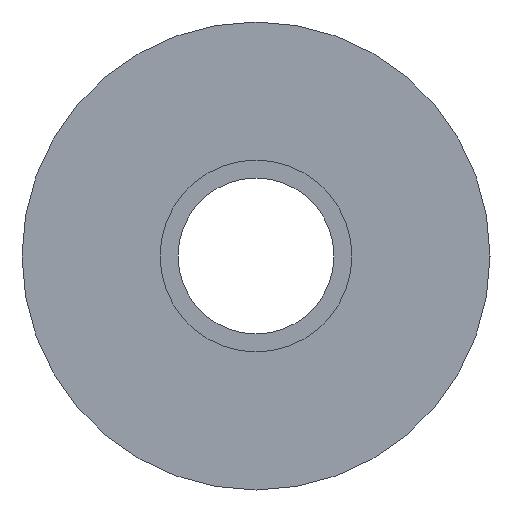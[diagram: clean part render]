
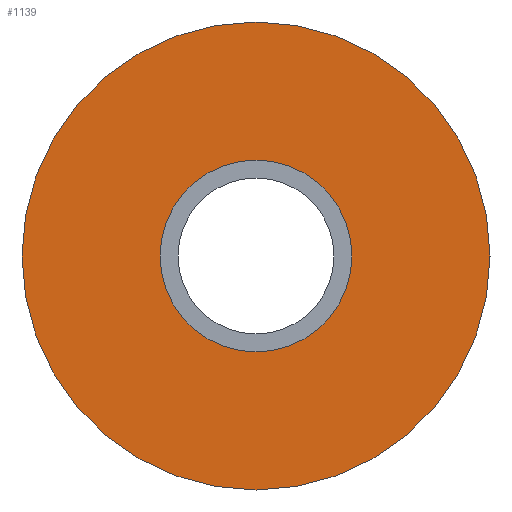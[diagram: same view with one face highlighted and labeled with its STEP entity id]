
A CAD part, left-side view. The second image highlights one B-rep face of the part: STEP entity #1139.
In plain terms, the highlighted planar face has unit normal (-1, 0, 0).
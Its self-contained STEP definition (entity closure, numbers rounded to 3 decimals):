
#117 = CIRCLE ( 'NONE', #1800, 6.15 ) ;
#377 = CARTESIAN_POINT ( 'NONE',  ( 0., 0., 15. ) ) ;
#583 = PLANE ( 'NONE',  #1678 ) ;
#880 = DIRECTION ( 'NONE',  ( 0., 0., 1. ) ) ;
#1139 = ADVANCED_FACE ( 'NONE', ( #2958, #1293 ), #583, .T. ) ;
#1293 = FACE_OUTER_BOUND ( 'NONE', #3755, .T. ) ;
#1393 = DIRECTION ( 'NONE',  ( 0., 0., 1. ) ) ;
#1563 = VERTEX_POINT ( 'NONE', #377 ) ;
#1678 = AXIS2_PLACEMENT_3D ( 'NONE', #3566, #3871, #880 ) ;
#1713 = DIRECTION ( 'NONE',  ( 1., 0., 0. ) ) ;
#1738 = DIRECTION ( 'NONE',  ( -1., 0., 0. ) ) ;
#1767 = ORIENTED_EDGE ( 'NONE', *, *, #2453, .T. ) ;
#1800 = AXIS2_PLACEMENT_3D ( 'NONE', #2571, #1713, #2313 ) ;
#2313 = DIRECTION ( 'NONE',  ( 0., 0., -1. ) ) ;
#2330 = EDGE_LOOP ( 'NONE', ( #2337 ) ) ;
#2337 = ORIENTED_EDGE ( 'NONE', *, *, #3517, .T. ) ;
#2453 = EDGE_CURVE ( 'NONE', #1563, #1563, #3740, .T. ) ;
#2477 = CARTESIAN_POINT ( 'NONE',  ( 0., 0., -6.15 ) ) ;
#2571 = CARTESIAN_POINT ( 'NONE',  ( 0., 0., 0. ) ) ;
#2958 = FACE_BOUND ( 'NONE', #2330, .T. ) ;
#3218 = CARTESIAN_POINT ( 'NONE',  ( 0., 0., 0. ) ) ;
#3517 = EDGE_CURVE ( 'NONE', #3628, #3628, #117, .T. ) ;
#3566 = CARTESIAN_POINT ( 'NONE',  ( 0., 0., 0. ) ) ;
#3628 = VERTEX_POINT ( 'NONE', #2477 ) ;
#3740 = CIRCLE ( 'NONE', #3837, 15. ) ;
#3755 = EDGE_LOOP ( 'NONE', ( #1767 ) ) ;
#3837 = AXIS2_PLACEMENT_3D ( 'NONE', #3218, #1738, #1393 ) ;
#3871 = DIRECTION ( 'NONE',  ( -1., 0., 0. ) ) ;
